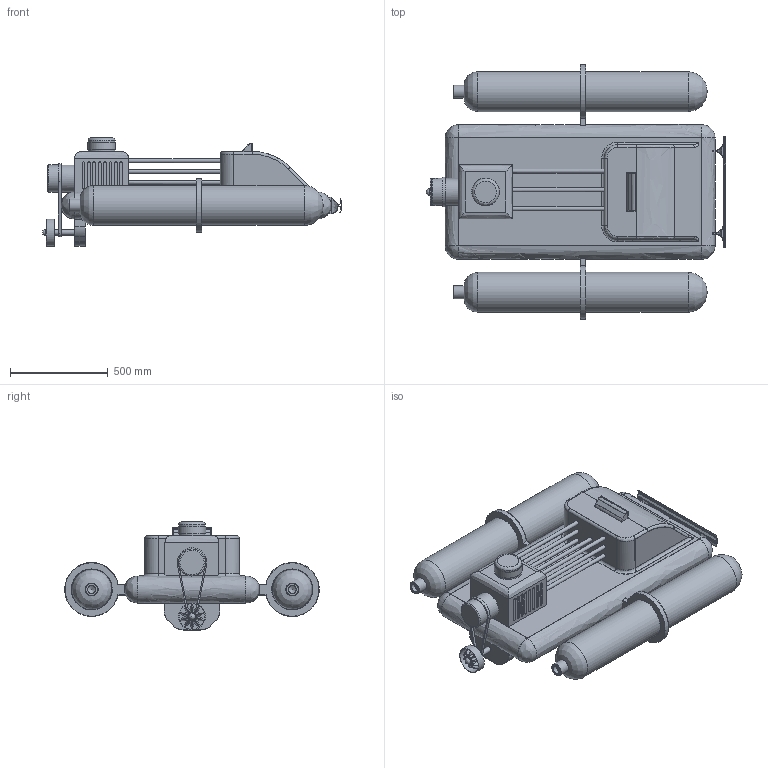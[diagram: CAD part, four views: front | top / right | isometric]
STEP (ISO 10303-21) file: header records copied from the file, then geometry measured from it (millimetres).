
FILE_DESCRIPTION(('FreeCAD Model'),'2;1');
FILE_NAME('Open CASCADE Shape Model','2025-05-05T10:59:01',('FreeCAD'),( 'FreeCAD'),'Open CASCADE STEP processor 7.6','FreeCAD','Unknown');
FILE_SCHEMA(('AUTOMOTIVE_DESIGN { 1 0 10303 214 1 1 1 1 }'));
Length unit declared in the file: millimetre
Products named in the file (1): Open CASCADE STEP translator 7.6 1
Bounding box: 1533.24 x 1302.19 x 552.79 mm (x, y, z)
Volume: 102769750.2 mm3; surface area: 8344739 mm2
Topology: 9 solids, 9 shells, 438 faces, 1050 edges, 664 vertices
Faces by surface type: bspline 438
Entity records: 23570 total; most frequent: CARTESIAN_POINT 17445, ORIENTED_EDGE 2066, EDGE_CURVE 1033, VERTEX_POINT 662, B_SPLINE_CURVE_WITH_KNOTS 631, FACE_BOUND 506, EDGE_LOOP 506, ADVANCED_FACE 437
